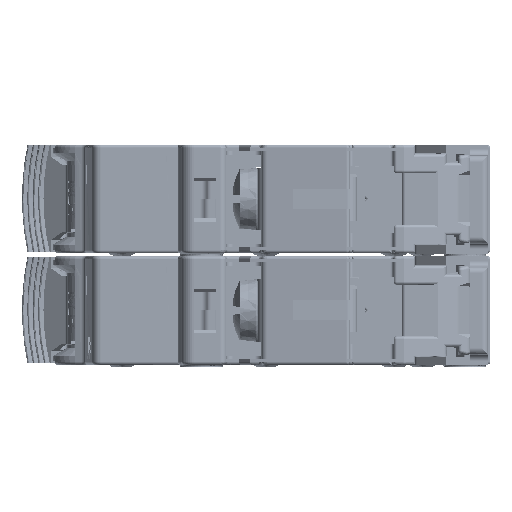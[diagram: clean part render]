
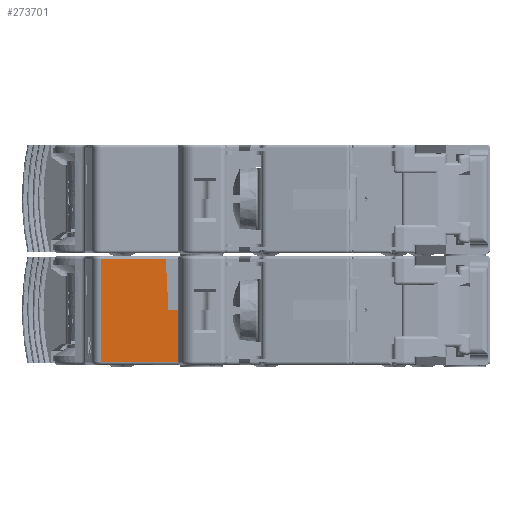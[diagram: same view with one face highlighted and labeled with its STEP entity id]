
A CAD part, left-side view. The second image highlights one B-rep face of the part: STEP entity #273701.
In plain terms, the highlighted planar face has unit normal (-1, 0, 0).
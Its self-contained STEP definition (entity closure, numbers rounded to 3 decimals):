
#237863=DIRECTION('',(0.,1.,0.));
#237864=VECTOR('',#237863,1.45);
#237865=CARTESIAN_POINT('',(-22.5,43.1,8.7));
#237866=LINE('',#237865,#237864);
#242303=DIRECTION('',(0.,-1.,0.));
#242304=VECTOR('',#242303,12.16);
#242305=CARTESIAN_POINT('',(-22.5,55.26,0.5));
#242306=LINE('',#242305,#242304);
#242310=CARTESIAN_POINT('',(-22.5,43.1,0.5));
#243673=CARTESIAN_POINT('',(-22.5,44.98,
16.9));
#243707=DIRECTION('',(0.,1.,
0.));
#243708=VECTOR('',#243707,10.281);
#243709=CARTESIAN_POINT('',(-22.5,44.98,
16.9));
#243710=LINE('',#243709,#243708);
#243721=DIRECTION('',(0.,-0.052,
-0.999));
#243722=VECTOR('',#243721,8.211);
#243723=CARTESIAN_POINT('',(-22.5,44.98,
16.9));
#243724=LINE('',#243723,#243722);
#243728=DIRECTION('',(0.,0.,-1.));
#243729=VECTOR('',#243728,8.2);
#243730=CARTESIAN_POINT('',(-22.5,43.1,8.7));
#243731=LINE('',#243730,#243729);
#243756=DIRECTION('',(0.,0.,-1.));
#243757=VECTOR('',#243756,16.4);
#243758=CARTESIAN_POINT('',(-22.5,55.26,16.9));
#243759=LINE('',#243758,#243757);
#263159=CARTESIAN_POINT('',(-22.5,43.1,8.7));
#263160=VERTEX_POINT('',#263159);
#263161=CARTESIAN_POINT('',(-22.5,44.55,8.7));
#263162=VERTEX_POINT('',#263161);
#263788=VERTEX_POINT('',#242310);
#263789=CARTESIAN_POINT('',(-22.5,55.26,0.5));
#263790=VERTEX_POINT('',#263789);
#264000=VERTEX_POINT('',#243673);
#264004=CARTESIAN_POINT('',(-22.5,55.26,16.9));
#264005=VERTEX_POINT('',#264004);
#273686=CARTESIAN_POINT('',(-22.5,56.588,0.));
#273687=DIRECTION('',(-1.,0.,0.));
#273688=DIRECTION('',(0.,-1.,0.));
#273689=AXIS2_PLACEMENT_3D('',#273686,#273687,#273688);
#273690=PLANE('',#273689);
#273691=ORIENTED_EDGE('',*,*,#273677,.F.);
#273692=ORIENTED_EDGE('',*,*,#273666,.T.);
#273693=ORIENTED_EDGE('',*,*,#268993,.F.);
#273695=ORIENTED_EDGE('',*,*,#273694,.T.);
#273696=ORIENTED_EDGE('',*,*,#272646,.F.);
#273698=ORIENTED_EDGE('',*,*,#273697,.F.);
#273699=EDGE_LOOP('',(#273691,#273692,#273693,#273695,#273696,#273698));
#273700=FACE_OUTER_BOUND('',#273699,.F.);
#268993=EDGE_CURVE('',#263160,#263162,#237866,.T.);
#272646=EDGE_CURVE('',#263790,#263788,#242306,.T.);
#273666=EDGE_CURVE('',#264000,#263162,#243724,.T.);
#273677=EDGE_CURVE('',#264000,#264005,#243710,.T.);
#273694=EDGE_CURVE('',#263160,#263788,#243731,.T.);
#273697=EDGE_CURVE('',#264005,#263790,#243759,.T.);
#273701=ADVANCED_FACE('',(#273700),#273690,.T.);
